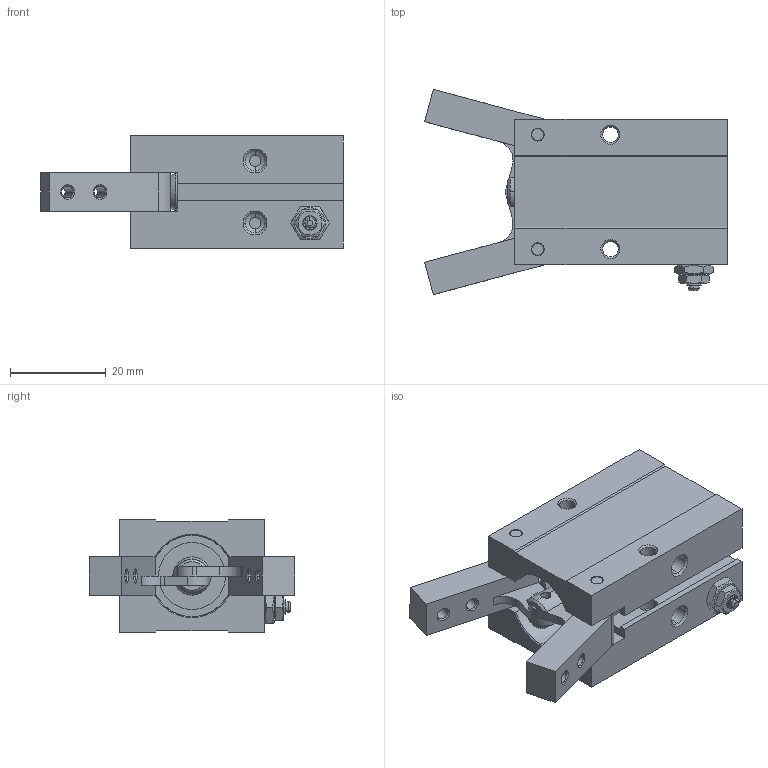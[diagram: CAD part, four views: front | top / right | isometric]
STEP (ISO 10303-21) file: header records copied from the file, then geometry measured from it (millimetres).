
FILE_DESCRIPTION (( 'STEP AP214' ), '1' );
FILE_NAME ('KA16MD-M.step', '2017-07-18T19:57:10', ( '' ), ( '' ), 'SwSTEP 2.0', 'SolidWorks 2017', '' );
FILE_SCHEMA (( 'AUTOMOTIVE_DESIGN' ));
Length unit declared in the file: millimetre
Products named in the file (5): KA16MD-M-2; KA16MD-M-1; KA16MD-M; KA16MD-M-4; KA16MD-M-3
Assembly tree (4 placements, depth 2):
  KA16MD-M
    KA16MD-M-1
    KA16MD-M-2
    KA16MD-M-3
    KA16MD-M-4
Bounding box: 63.4 x 42.98 x 23.5 mm (x, y, z)
Volume: 26735.7 mm3; surface area: 14516.4 mm2
Topology: 4 solids, 4 shells, 273 faces, 670 edges, 426 vertices
Faces by surface type: plane 105, cylinder 90, cone 76, bspline 2
Entity records: 8514 total; most frequent: CARTESIAN_POINT 1664, DIRECTION 1458, ORIENTED_EDGE 1340, EDGE_CURVE 670, AXIS2_PLACEMENT_3D 556, VERTEX_POINT 426, VECTOR 346, LINE 346
